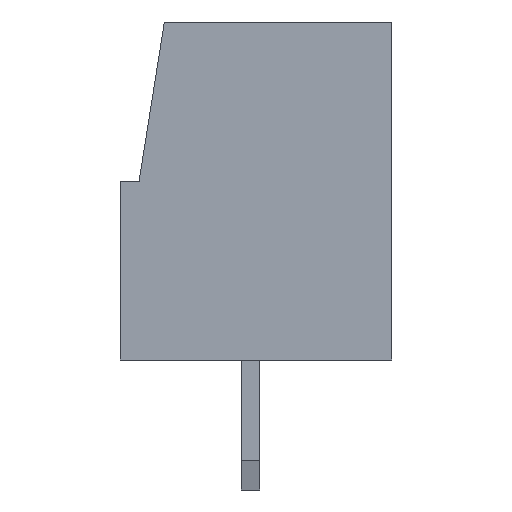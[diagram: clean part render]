
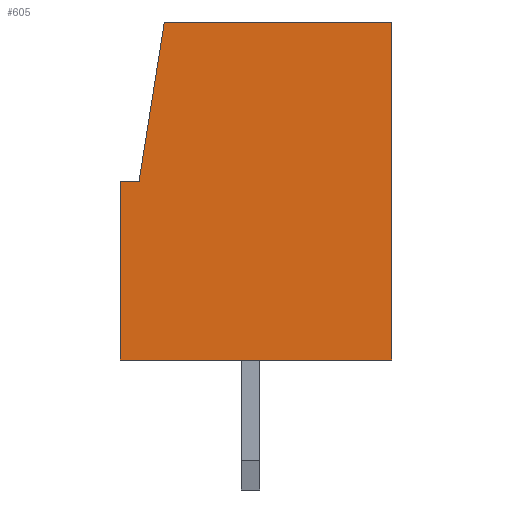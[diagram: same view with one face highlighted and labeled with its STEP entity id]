
A CAD part, left-side view. The second image highlights one B-rep face of the part: STEP entity #605.
In plain terms, the highlighted planar face has unit normal (-1, 0, 0).
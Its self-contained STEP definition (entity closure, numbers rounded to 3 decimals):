
#605 = ADVANCED_FACE( '', ( #1270 ), #1271, .F. );
#1270 = FACE_OUTER_BOUND( '', #2035, .T. );
#1271 = PLANE( '', #2036 );
#2035 = EDGE_LOOP( '', ( #3451, #3452, #3453, #3454, #3455, #3456 ) );
#2036 = AXIS2_PLACEMENT_3D( '', #3457, #3458, #3459 );
#3451 = ORIENTED_EDGE( '', *, *, #4932, .T. );
#3452 = ORIENTED_EDGE( '', *, *, #4999, .T. );
#3453 = ORIENTED_EDGE( '', *, *, #5147, .T. );
#3454 = ORIENTED_EDGE( '', *, *, #5314, .T. );
#3455 = ORIENTED_EDGE( '', *, *, #5024, .T. );
#3456 = ORIENTED_EDGE( '', *, *, #5315, .T. );
#3457 = CARTESIAN_POINT( '', ( -1.905, -8.03, -3.632 ) );
#3458 = DIRECTION( '', ( 1., 0., 0. ) );
#3459 = DIRECTION( '', ( 0., 0., 1. ) );
#4932 = EDGE_CURVE( '', #5973, #5974, #5975, .T. );
#4999 = EDGE_CURVE( '', #5974, #6090, #6092, .T. );
#5024 = EDGE_CURVE( '', #6134, #6132, #6135, .T. );
#5147 = EDGE_CURVE( '', #6090, #6330, #6331, .T. );
#5314 = EDGE_CURVE( '', #6330, #6134, #6573, .T. );
#5315 = EDGE_CURVE( '', #6132, #5973, #6574, .T. );
#5973 = VERTEX_POINT( '', #7454 );
#5974 = VERTEX_POINT( '', #7455 );
#5975 = LINE( '', #7456, #7457 );
#6090 = VERTEX_POINT( '', #7627 );
#6092 = LINE( '', #7630, #7631 );
#6132 = VERTEX_POINT( '', #7689 );
#6134 = VERTEX_POINT( '', #7692 );
#6135 = LINE( '', #7693, #7694 );
#6330 = VERTEX_POINT( '', #7989 );
#6331 = LINE( '', #7990, #7991 );
#6573 = LINE( '', #8352, #8353 );
#6574 = LINE( '', #8354, #8355 );
#7454 = CARTESIAN_POINT( '', ( -1.905, -7.3, 0. ) );
#7455 = CARTESIAN_POINT( '', ( -1.905, -7.3, 9.1 ) );
#7456 = CARTESIAN_POINT( '', ( -1.905, -7.3, 0. ) );
#7457 = VECTOR( '', #9147, 1000. );
#7627 = CARTESIAN_POINT( '', ( -1.905, -1.181, 9.1 ) );
#7630 = CARTESIAN_POINT( '', ( -1.905, -3.5, 9.1 ) );
#7631 = VECTOR( '', #9213, 1000. );
#7689 = CARTESIAN_POINT( '', ( -1.905, 0., 0. ) );
#7692 = CARTESIAN_POINT( '', ( -1.905, 0., 4.8 ) );
#7693 = CARTESIAN_POINT( '', ( -1.905, 0., 0. ) );
#7694 = VECTOR( '', #9233, 1000. );
#7989 = CARTESIAN_POINT( '', ( -1.905, -0.5, 4.8 ) );
#7990 = CARTESIAN_POINT( '', ( -1.905, 0.26, 0. ) );
#7991 = VECTOR( '', #9343, 1000. );
#8352 = CARTESIAN_POINT( '', ( -1.905, -3.5, 4.8 ) );
#8353 = VECTOR( '', #9487, 1000. );
#8354 = CARTESIAN_POINT( '', ( -1.905, -3.5, 0. ) );
#8355 = VECTOR( '', #9488, 1000. );
#9147 = DIRECTION( '', ( 0., 0., 1. ) );
#9213 = DIRECTION( '', ( 0., 1., 0. ) );
#9233 = DIRECTION( '', ( 0., 0., -1. ) );
#9343 = DIRECTION( '', ( 0., 0.156, -0.988 ) );
#9487 = DIRECTION( '', ( 0., 1., 0. ) );
#9488 = DIRECTION( '', ( 0., -1., 0. ) );
